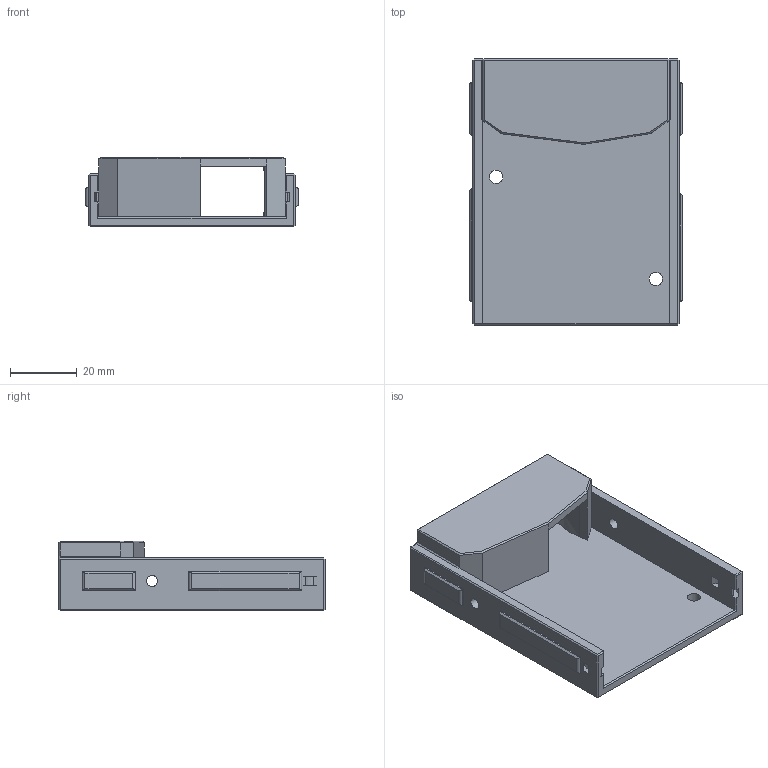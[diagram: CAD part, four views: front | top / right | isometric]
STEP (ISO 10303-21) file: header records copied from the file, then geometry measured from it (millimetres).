
FILE_DESCRIPTION(('FreeCAD Model'),'2;1');
FILE_NAME('Open CASCADE Shape Model','2026-01-29T23:06:17',(''),(''), 'Open CASCADE STEP processor 7.8','FreeCAD','Unknown');
FILE_SCHEMA(('AUTOMOTIVE_DESIGN { 1 0 10303 214 1 1 1 1 }'));
Length unit declared in the file: millimetre
Products named in the file (1): heater_fan_duct
Bounding box: 64 x 80 x 21 mm (x, y, z)
Volume: 32368.1 mm3; surface area: 18565.6 mm2
Topology: 1 solids, 1 shells, 120 faces, 322 edges, 203 vertices
Faces by surface type: plane 96, cylinder 22, extrusion 2
Full cylindrical faces by diameter (mm): 3.4 x2, 4 x2
Entity records: 3756 total; most frequent: CARTESIAN_POINT 664, ORIENTED_EDGE 644, DIRECTION 620, EDGE_CURVE 322, VECTOR 258, LINE 256, VERTEX_POINT 203, AXIS2_PLACEMENT_3D 181
